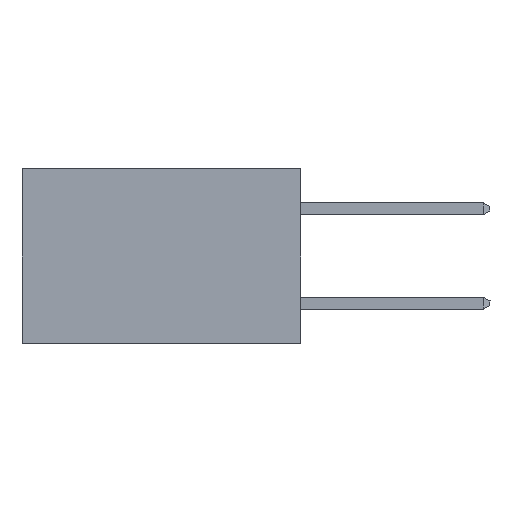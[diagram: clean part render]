
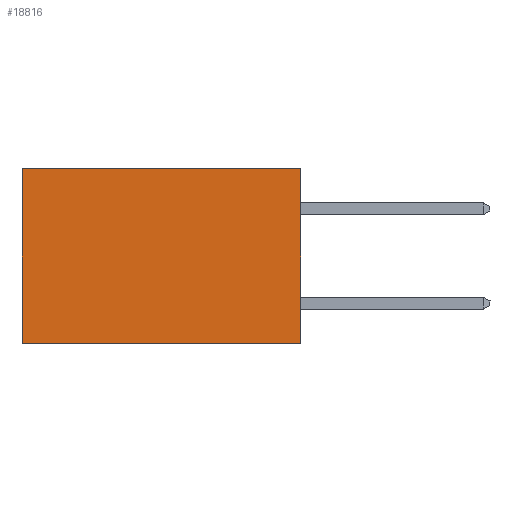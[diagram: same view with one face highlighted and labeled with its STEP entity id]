
A CAD part, left-side view. The second image highlights one B-rep face of the part: STEP entity #18816.
In plain terms, the highlighted planar face has unit normal (-1, 0, 0).
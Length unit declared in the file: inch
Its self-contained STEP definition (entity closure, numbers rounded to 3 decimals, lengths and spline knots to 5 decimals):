
#47 = EDGE_CURVE ( 'NONE', #19743, #16083, #19003, .T. ) ;
#487 = CARTESIAN_POINT ( 'NONE',  ( 0.277, 0., -0.37 ) ) ;
#663 = DIRECTION ( 'NONE',  ( 0., 0., -1. ) ) ;
#705 = EDGE_LOOP ( 'NONE', ( #19539, #3968, #3487, #14862 ) ) ;
#1606 = EDGE_CURVE ( 'NONE', #18895, #19743, #6400, .T. ) ;
#3487 = ORIENTED_EDGE ( 'NONE', *, *, #10687, .F. ) ;
#3968 = ORIENTED_EDGE ( 'NONE', *, *, #4416, .F. ) ;
#4022 = FACE_OUTER_BOUND ( 'NONE', #705, .T. ) ;
#4416 = EDGE_CURVE ( 'NONE', #18012, #16083, #17649, .T. ) ;
#5066 = VECTOR ( 'NONE', #14050, 39.37008 ) ;
#6400 = LINE ( 'NONE', #13059, #14396 ) ;
#7587 = CARTESIAN_POINT ( 'NONE',  ( 0.277, 0., -0.37 ) ) ;
#8173 = CARTESIAN_POINT ( 'NONE',  ( 0.277, 0.59, -0.37 ) ) ;
#8492 = DIRECTION ( 'NONE',  ( 0., 1., 0. ) ) ;
#8575 = DIRECTION ( 'NONE',  ( 0., 0., -1. ) ) ;
#9232 = DIRECTION ( 'NONE',  ( 0., 0., -1. ) ) ;
#10687 = EDGE_CURVE ( 'NONE', #18895, #18012, #15775, .T. ) ;
#11001 = CARTESIAN_POINT ( 'NONE',  ( 0.277, 0., 0. ) ) ;
#11638 = VECTOR ( 'NONE', #8575, 39.37008 ) ;
#13059 = CARTESIAN_POINT ( 'NONE',  ( 0.277, 0., 0. ) ) ;
#14050 = DIRECTION ( 'NONE',  ( 0., 1., 0. ) ) ;
#14107 = CARTESIAN_POINT ( 'NONE',  ( 0.277, 0.59, -0.37 ) ) ;
#14396 = VECTOR ( 'NONE', #8492, 39.37008 ) ;
#14480 = VECTOR ( 'NONE', #663, 39.37008 ) ;
#14862 = ORIENTED_EDGE ( 'NONE', *, *, #1606, .T. ) ;
#15132 = CARTESIAN_POINT ( 'NONE',  ( 0.277, 0.59, 0. ) ) ;
#15482 = PLANE ( 'NONE',  #18611 ) ;
#15775 = LINE ( 'NONE', #19455, #11638 ) ;
#16083 = VERTEX_POINT ( 'NONE', #8173 ) ;
#17649 = LINE ( 'NONE', #18780, #5066 ) ;
#18012 = VERTEX_POINT ( 'NONE', #487 ) ;
#18542 = DIRECTION ( 'NONE',  ( 1., 0., 0. ) ) ;
#18611 = AXIS2_PLACEMENT_3D ( 'NONE', #7587, #18542, #9232 ) ;
#18780 = CARTESIAN_POINT ( 'NONE',  ( 0.277, 0., -0.37 ) ) ;
#18816 = ADVANCED_FACE ( 'NONE', ( #4022 ), #15482, .F. ) ;
#18895 = VERTEX_POINT ( 'NONE', #11001 ) ;
#19003 = LINE ( 'NONE', #14107, #14480 ) ;
#19455 = CARTESIAN_POINT ( 'NONE',  ( 0.277, 0., -0.37 ) ) ;
#19539 = ORIENTED_EDGE ( 'NONE', *, *, #47, .T. ) ;
#19743 = VERTEX_POINT ( 'NONE', #15132 ) ;
